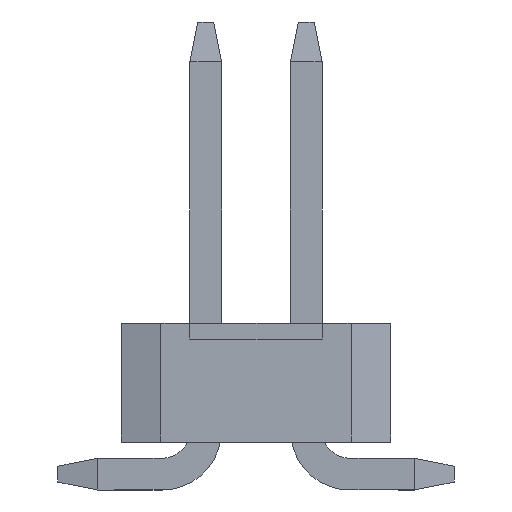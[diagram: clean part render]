
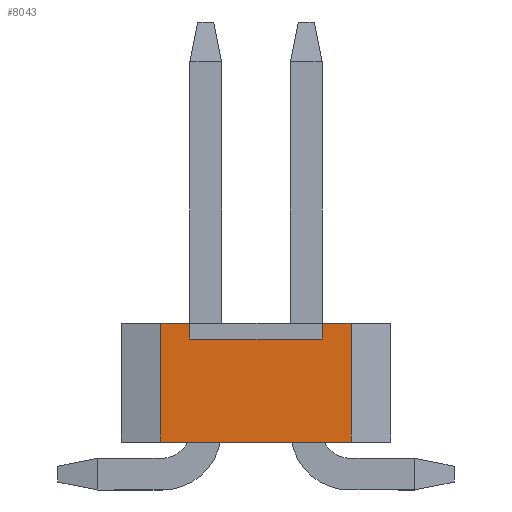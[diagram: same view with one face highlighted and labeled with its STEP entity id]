
A CAD part, left-side view. The second image highlights one B-rep face of the part: STEP entity #8043.
In plain terms, the highlighted planar face has unit normal (-1, 0, 0).
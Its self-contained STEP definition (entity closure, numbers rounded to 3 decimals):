
#566=ORIENTED_EDGE('',*,*,#2840,.T.);
#567=ORIENTED_EDGE('',*,*,#2841,.T.);
#568=ORIENTED_EDGE('',*,*,#2532,.T.);
#569=ORIENTED_EDGE('',*,*,#2842,.F.);
#570=ORIENTED_EDGE('',*,*,#2843,.F.);
#571=ORIENTED_EDGE('',*,*,#2844,.T.);
#572=ORIENTED_EDGE('',*,*,#2536,.T.);
#573=ORIENTED_EDGE('',*,*,#2845,.F.);
#2532=EDGE_CURVE('',#3671,#3670,#4426,.T.);
#2536=EDGE_CURVE('',#3675,#3674,#4430,.T.);
#2840=EDGE_CURVE('',#3976,#3977,#4734,.T.);
#2841=EDGE_CURVE('',#3977,#3671,#4735,.T.);
#2842=EDGE_CURVE('',#3978,#3670,#4736,.T.);
#2843=EDGE_CURVE('',#3979,#3978,#4737,.T.);
#2844=EDGE_CURVE('',#3979,#3675,#4738,.T.);
#2845=EDGE_CURVE('',#3976,#3674,#4739,.T.);
#3670=VERTEX_POINT('',#11089);
#3671=VERTEX_POINT('',#11091);
#3674=VERTEX_POINT('',#11097);
#3675=VERTEX_POINT('',#11099);
#3976=VERTEX_POINT('',#11706);
#3977=VERTEX_POINT('',#11707);
#3978=VERTEX_POINT('',#11710);
#3979=VERTEX_POINT('',#11712);
#4426=LINE('',#11090,#5560);
#4430=LINE('',#11098,#5564);
#4734=LINE('',#11705,#5868);
#4735=LINE('',#11708,#5869);
#4736=LINE('',#11709,#5870);
#4737=LINE('',#11711,#5871);
#4738=LINE('',#11713,#5872);
#4739=LINE('',#11714,#5873);
#5560=VECTOR('',#8991,1000.);
#5564=VECTOR('',#8995,1000.);
#5868=VECTOR('',#9303,1000.);
#5869=VECTOR('',#9304,1000.);
#5870=VECTOR('',#9305,1000.);
#5871=VECTOR('',#9306,1000.);
#5872=VECTOR('',#9307,1000.);
#5873=VECTOR('',#9308,1000.);
#6691=EDGE_LOOP('',(#566,#567,#568,#569,#570,#571,#572,#573));
#7195=FACE_BOUND('',#6691,.T.);
#7640=PLANE('',#8475);
#8043=ADVANCED_FACE('',(#7195),#7640,.T.);
#8475=AXIS2_PLACEMENT_3D('',#11704,#9301,#9302);
#8991=DIRECTION('',(0.,1.,0.));
#8995=DIRECTION('',(0.,1.,0.));
#9301=DIRECTION('',(-1.,0.,0.));
#9302=DIRECTION('',(0.,0.,1.));
#9303=DIRECTION('',(0.,1.,0.));
#9304=DIRECTION('',(0.,0.,1.));
#9305=DIRECTION('',(0.,0.,1.));
#9306=DIRECTION('',(0.,1.,0.));
#9307=DIRECTION('',(0.,0.,1.));
#9308=DIRECTION('',(0.,0.,1.));
#11089=CARTESIAN_POINT('',(-12.7,1.2,0.75));
#11090=CARTESIAN_POINT('',(-12.7,-1.7,0.75));
#11091=CARTESIAN_POINT('',(-12.7,0.835,0.75));
#11097=CARTESIAN_POINT('',(-12.7,-0.835,0.75));
#11098=CARTESIAN_POINT('',(-12.7,-1.7,0.75));
#11099=CARTESIAN_POINT('',(-12.7,-1.2,0.75));
#11704=CARTESIAN_POINT('',(-12.7,-1.7,-0.75));
#11705=CARTESIAN_POINT('',(-12.7,-0.835,0.55));
#11706=CARTESIAN_POINT('',(-12.7,-0.835,0.55));
#11707=CARTESIAN_POINT('',(-12.7,0.835,0.55));
#11708=CARTESIAN_POINT('',(-12.7,0.835,0.55));
#11709=CARTESIAN_POINT('',(-12.7,1.2,-25.069));
#11710=CARTESIAN_POINT('',(-12.7,1.2,-0.75));
#11711=CARTESIAN_POINT('',(-12.7,-1.7,-0.75));
#11712=CARTESIAN_POINT('',(-12.7,-1.2,-0.75));
#11713=CARTESIAN_POINT('',(-12.7,-1.2,-25.069));
#11714=CARTESIAN_POINT('',(-12.7,-0.835,0.55));
